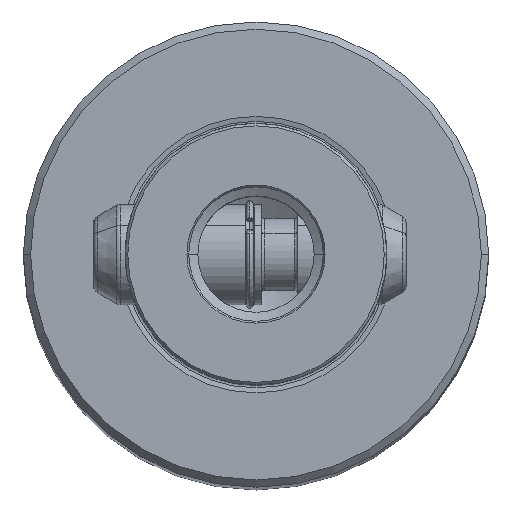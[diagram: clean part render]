
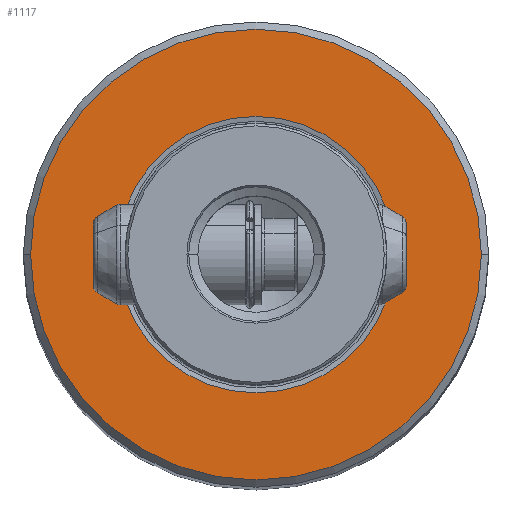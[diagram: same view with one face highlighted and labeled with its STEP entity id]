
A CAD part, top view. The second image highlights one B-rep face of the part: STEP entity #1117.
In plain terms, the highlighted planar face has unit normal (0, 0, 1).
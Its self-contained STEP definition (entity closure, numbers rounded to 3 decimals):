
#559=VERTEX_POINT('NONE',#1401);
#671=EDGE_CURVE('NONE',#1017,#1049,#1526,.T.);
#805=VERTEX_POINT('NONE',#1681);
#835=EDGE_CURVE('NONE',#805,#559,#1712,.T.);
#933=EDGE_CURVE('NONE',#559,#805,#1820,.T.);
#941=EDGE_CURVE('NONE',#1049,#1017,#1829,.T.);
#1017=VERTEX_POINT('NONE',#1913);
#1049=VERTEX_POINT('NONE',#1948);
#1117=ADVANCED_FACE('NONE',(#2019,#2020),#2021,.T.);
#1401=CARTESIAN_POINT('',(31.,0.,0.0));
#1526=CIRCLE('',#2699,19.012);
#1681=CARTESIAN_POINT('',(-31.,0.0,0.0));
#1712=CIRCLE('',#3013,31.);
#1820=CIRCLE('',#3230,31.);
#1829=CIRCLE('',#3243,19.012);
#1913=CARTESIAN_POINT('',(19.012,0.,0.0));
#1948=CARTESIAN_POINT('',(-19.012,0.,0.0));
#2019=FACE_OUTER_BOUND('',#3637,.T.);
#2020=FACE_BOUND('',#3638,.T.);
#2021=PLANE('',#3639);
#2699=AXIS2_PLACEMENT_3D('',#4226,#4227,#4228);
#3013=AXIS2_PLACEMENT_3D('',#4494,#4495,#4496);
#3230=AXIS2_PLACEMENT_3D('',#4608,#4609,#4610);
#3243=AXIS2_PLACEMENT_3D('',#4623,#4624,#4625);
#3637=EDGE_LOOP('',(#4833,#4834));
#3638=EDGE_LOOP('',(#4835,#4836));
#3639=AXIS2_PLACEMENT_3D('',#4837,#4838,#4839);
#4226=CARTESIAN_POINT('',(0.0,0.0,0.0));
#4227=DIRECTION('',(0.0,-0.0,1.0));
#4228=DIRECTION('',(0.0,1.0,0.0));
#4494=CARTESIAN_POINT('',(0.,0.0,0.0));
#4495=DIRECTION('',(0.0,-0.0,1.0));
#4496=DIRECTION('',(0.0,1.0,0.0));
#4608=CARTESIAN_POINT('',(0.,0.0,0.0));
#4609=DIRECTION('',(0.0,-0.0,1.0));
#4610=DIRECTION('',(0.0,1.0,0.0));
#4623=CARTESIAN_POINT('',(0.0,0.0,0.0));
#4624=DIRECTION('',(0.0,-0.0,1.0));
#4625=DIRECTION('',(0.0,1.0,0.0));
#4833=ORIENTED_EDGE('',*,*,#835,.T.);
#4834=ORIENTED_EDGE('',*,*,#933,.T.);
#4835=ORIENTED_EDGE('',*,*,#671,.F.);
#4836=ORIENTED_EDGE('',*,*,#941,.F.);
#4837=CARTESIAN_POINT('',(-38.0,0.0,0.0));
#4838=DIRECTION('',(-0.0,0.0,1.0));
#4839=DIRECTION('',(0.0,1.0,0.0));
